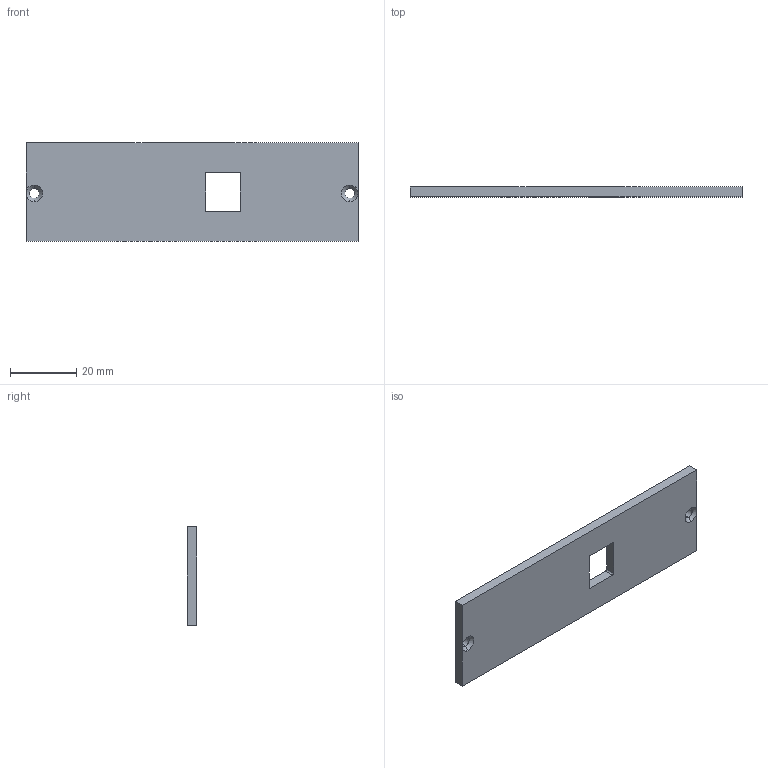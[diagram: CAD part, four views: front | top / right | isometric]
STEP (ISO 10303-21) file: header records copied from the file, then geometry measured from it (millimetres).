
FILE_DESCRIPTION (( 'STEP AP214' ), '1' );
FILE_NAME ('Cover -side.STEP', '2018-11-26T11:22:45', ( '' ), ( '' ), 'SwSTEP 2.0', 'SolidWorks 2016', '' );
FILE_SCHEMA (( 'AUTOMOTIVE_DESIGN' ));
Length unit declared in the file: millimetre
Products named in the file (1): Cover -side
Bounding box: 100 x 3 x 29.8 mm (x, y, z)
Volume: 8508.7 mm3; surface area: 6639.5 mm2
Topology: 1 solids, 1 shells, 22 faces, 60 edges, 38 vertices
Faces by surface type: plane 10, cylinder 8, cone 4
Entity records: 744 total; most frequent: DIRECTION 128, CARTESIAN_POINT 121, ORIENTED_EDGE 120, EDGE_CURVE 60, AXIS2_PLACEMENT_3D 45, VECTOR 38, LINE 38, VERTEX_POINT 38
